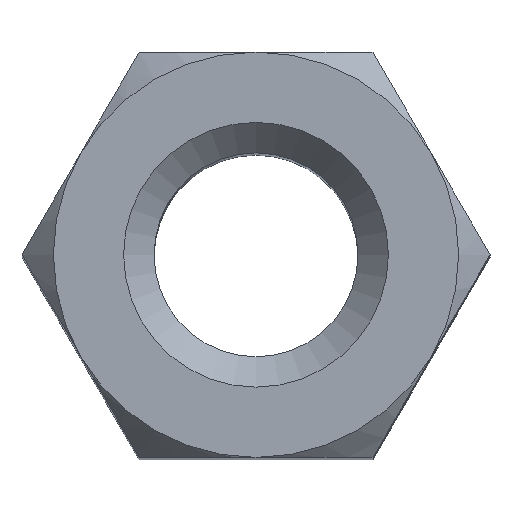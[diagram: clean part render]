
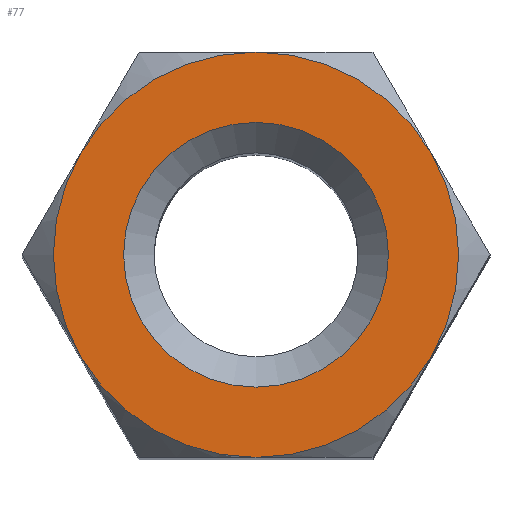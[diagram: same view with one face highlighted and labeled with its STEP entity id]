
A CAD part, top view. The second image highlights one B-rep face of the part: STEP entity #77.
In plain terms, the highlighted planar face has unit normal (0, 0, 1).
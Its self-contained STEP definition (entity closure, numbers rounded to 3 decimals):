
#77 = ADVANCED_FACE( '', ( #158, #159 ), #160, .T. );
#158 = FACE_BOUND( '', #239, .T. );
#159 = FACE_OUTER_BOUND( '', #240, .T. );
#160 = PLANE( '', #241 );
#239 = EDGE_LOOP( '', ( #385 ) );
#240 = EDGE_LOOP( '', ( #386, #387, #388, #389, #390, #391 ) );
#241 = AXIS2_PLACEMENT_3D( '', #392, #393, #394 );
#385 = ORIENTED_EDGE( '', *, *, #499, .T. );
#386 = ORIENTED_EDGE( '', *, *, #480, .F. );
#387 = ORIENTED_EDGE( '', *, *, #478, .F. );
#388 = ORIENTED_EDGE( '', *, *, #457, .F. );
#389 = ORIENTED_EDGE( '', *, *, #501, .T. );
#390 = ORIENTED_EDGE( '', *, *, #507, .F. );
#391 = ORIENTED_EDGE( '', *, *, #508, .F. );
#392 = CARTESIAN_POINT( '', ( 0., 0., 7. ) );
#393 = DIRECTION( '', ( 0., 0., 1. ) );
#394 = DIRECTION( '', ( 1., 0., 0. ) );
#457 = EDGE_CURVE( '', #532, #533, #534, .F. );
#478 = EDGE_CURVE( '', #533, #544, #568, .F. );
#480 = EDGE_CURVE( '', #544, #570, #571, .F. );
#499 = EDGE_CURVE( '', #594, #594, #595, .T. );
#501 = EDGE_CURVE( '', #532, #597, #598, .T. );
#507 = EDGE_CURVE( '', #524, #597, #604, .F. );
#508 = EDGE_CURVE( '', #570, #524, #605, .F. );
#524 = VERTEX_POINT( '', #629 );
#532 = VERTEX_POINT( '', #655 );
#533 = VERTEX_POINT( '', #656 );
#534 = CIRCLE( '', #657, 2. );
#544 = VERTEX_POINT( '', #687 );
#568 = CIRCLE( '', #751, 2. );
#570 = VERTEX_POINT( '', #753 );
#571 = CIRCLE( '', #754, 2. );
#594 = VERTEX_POINT( '', #816 );
#595 = CIRCLE( '', #817, 1.307 );
#597 = VERTEX_POINT( '', #819 );
#598 = CIRCLE( '', #820, 2. );
#604 = CIRCLE( '', #831, 2. );
#605 = CIRCLE( '', #832, 2. );
#629 = CARTESIAN_POINT( '', ( -1.732, -1., 7. ) );
#655 = CARTESIAN_POINT( '', ( 0., 2., 7. ) );
#656 = CARTESIAN_POINT( '', ( 1.732, 1., 7. ) );
#657 = AXIS2_PLACEMENT_3D( '', #856, #857, #858 );
#687 = CARTESIAN_POINT( '', ( 1.732, -1., 7. ) );
#751 = AXIS2_PLACEMENT_3D( '', #869, #870, #871 );
#753 = CARTESIAN_POINT( '', ( 0., -2., 7. ) );
#754 = AXIS2_PLACEMENT_3D( '', #872, #873, #874 );
#816 = CARTESIAN_POINT( '', ( 0., 1.307, 7. ) );
#817 = AXIS2_PLACEMENT_3D( '', #890, #891, #892 );
#819 = CARTESIAN_POINT( '', ( -1.732, 1., 7. ) );
#820 = AXIS2_PLACEMENT_3D( '', #893, #894, #895 );
#831 = AXIS2_PLACEMENT_3D( '', #902, #903, #904 );
#832 = AXIS2_PLACEMENT_3D( '', #905, #906, #907 );
#856 = CARTESIAN_POINT( '', ( 0., 0., 7. ) );
#857 = DIRECTION( '', ( 0., 0., 1. ) );
#858 = DIRECTION( '', ( 1., 0., 0. ) );
#869 = CARTESIAN_POINT( '', ( 0., 0., 7. ) );
#870 = DIRECTION( '', ( 0., 0., 1. ) );
#871 = DIRECTION( '', ( 1., 0., 0. ) );
#872 = CARTESIAN_POINT( '', ( 0., 0., 7. ) );
#873 = DIRECTION( '', ( 0., 0., 1. ) );
#874 = DIRECTION( '', ( 1., 0., 0. ) );
#890 = CARTESIAN_POINT( '', ( 0., 0., 7. ) );
#891 = DIRECTION( '', ( 0., 0., -1. ) );
#892 = DIRECTION( '', ( 0., 1., 0. ) );
#893 = CARTESIAN_POINT( '', ( 0., 0., 7. ) );
#894 = DIRECTION( '', ( 0., 0., 1. ) );
#895 = DIRECTION( '', ( 1., 0., 0. ) );
#902 = CARTESIAN_POINT( '', ( 0., 0., 7. ) );
#903 = DIRECTION( '', ( 0., 0., 1. ) );
#904 = DIRECTION( '', ( 1., 0., 0. ) );
#905 = CARTESIAN_POINT( '', ( 0., 0., 7. ) );
#906 = DIRECTION( '', ( 0., 0., 1. ) );
#907 = DIRECTION( '', ( 1., 0., 0. ) );
